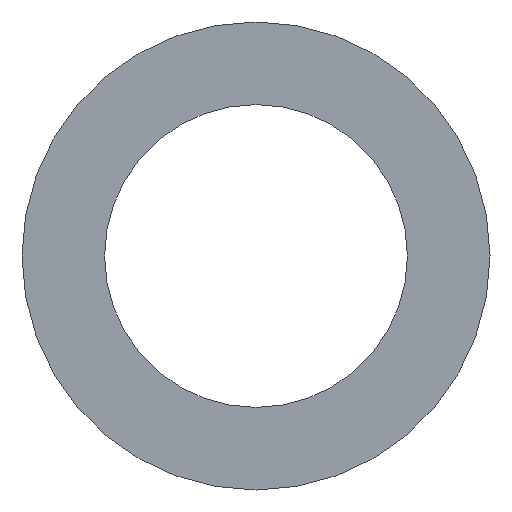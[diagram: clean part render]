
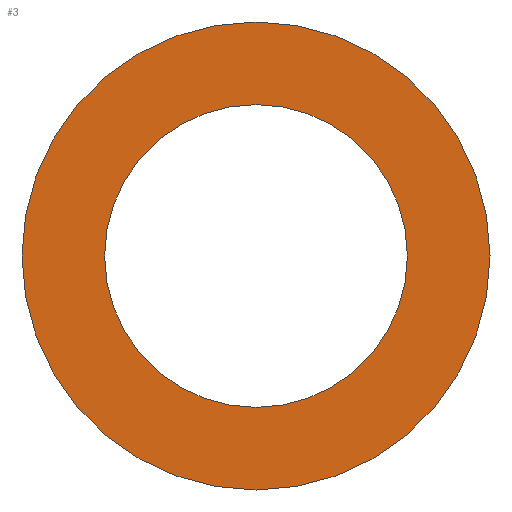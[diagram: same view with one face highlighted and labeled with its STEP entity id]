
A CAD part, front view. The second image highlights one B-rep face of the part: STEP entity #3.
In plain terms, the highlighted planar face has unit normal (0, -1, 0).
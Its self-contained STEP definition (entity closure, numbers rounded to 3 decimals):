
#2 = VERTEX_POINT ( 'NONE', #185 ) ;
#3 = ADVANCED_FACE ( 'NONE', ( #52, #190 ), #187, .F. ) ;
#6 = VERTEX_POINT ( 'NONE', #70 ) ;
#8 = CIRCLE ( 'NONE', #189, 22. ) ;
#13 = CARTESIAN_POINT ( 'NONE',  ( 0., 0., 0. ) ) ;
#15 = EDGE_CURVE ( 'NONE', #62, #2, #8, .T. ) ;
#18 = ORIENTED_EDGE ( 'NONE', *, *, #15, .T. ) ;
#19 = DIRECTION ( 'NONE',  ( 0., 0., 1. ) ) ;
#20 = DIRECTION ( 'NONE',  ( 0., 0., 1. ) ) ;
#22 = AXIS2_PLACEMENT_3D ( 'NONE', #137, #206, #121 ) ;
#32 = DIRECTION ( 'NONE',  ( 0., 0., 1. ) ) ;
#35 = AXIS2_PLACEMENT_3D ( 'NONE', #47, #202, #32 ) ;
#39 = CIRCLE ( 'NONE', #22, 34. ) ;
#47 = CARTESIAN_POINT ( 'NONE',  ( 0., 0., 0. ) ) ;
#52 = FACE_BOUND ( 'NONE', #120, .T. ) ;
#61 = AXIS2_PLACEMENT_3D ( 'NONE', #13, #75, #143 ) ;
#62 = VERTEX_POINT ( 'NONE', #66 ) ;
#66 = CARTESIAN_POINT ( 'NONE',  ( 0., 0., -22. ) ) ;
#70 = CARTESIAN_POINT ( 'NONE',  ( 0., 0., -34. ) ) ;
#75 = DIRECTION ( 'NONE',  ( 0., 1., 0. ) ) ;
#87 = EDGE_CURVE ( 'NONE', #183, #6, #201, .T. ) ;
#88 = DIRECTION ( 'NONE',  ( 0., 1., 0. ) ) ;
#89 = CARTESIAN_POINT ( 'NONE',  ( 0., 0., 34. ) ) ;
#103 = EDGE_CURVE ( 'NONE', #6, #183, #39, .T. ) ;
#115 = ORIENTED_EDGE ( 'NONE', *, *, #87, .F. ) ;
#116 = ORIENTED_EDGE ( 'NONE', *, *, #103, .F. ) ;
#120 = EDGE_LOOP ( 'NONE', ( #204, #18 ) ) ;
#121 = DIRECTION ( 'NONE',  ( 0., 0., 1. ) ) ;
#132 = EDGE_CURVE ( 'NONE', #2, #62, #208, .T. ) ;
#137 = CARTESIAN_POINT ( 'NONE',  ( 0., 0., 0. ) ) ;
#139 = AXIS2_PLACEMENT_3D ( 'NONE', #169, #88, #20 ) ;
#143 = DIRECTION ( 'NONE',  ( 0., 0., 1. ) ) ;
#168 = DIRECTION ( 'NONE',  ( 0., 1., 0. ) ) ;
#169 = CARTESIAN_POINT ( 'NONE',  ( 0., 0., 0. ) ) ;
#174 = CARTESIAN_POINT ( 'NONE',  ( 0., 0., 0. ) ) ;
#183 = VERTEX_POINT ( 'NONE', #89 ) ;
#185 = CARTESIAN_POINT ( 'NONE',  ( 0., 0., 22. ) ) ;
#187 = PLANE ( 'NONE',  #35 ) ;
#189 = AXIS2_PLACEMENT_3D ( 'NONE', #174, #168, #19 ) ;
#190 = FACE_OUTER_BOUND ( 'NONE', #199, .T. ) ;
#199 = EDGE_LOOP ( 'NONE', ( #116, #115 ) ) ;
#201 = CIRCLE ( 'NONE', #139, 34. ) ;
#202 = DIRECTION ( 'NONE',  ( 0., 1., 0. ) ) ;
#204 = ORIENTED_EDGE ( 'NONE', *, *, #132, .T. ) ;
#206 = DIRECTION ( 'NONE',  ( 0., 1., 0. ) ) ;
#208 = CIRCLE ( 'NONE', #61, 22. ) ;
